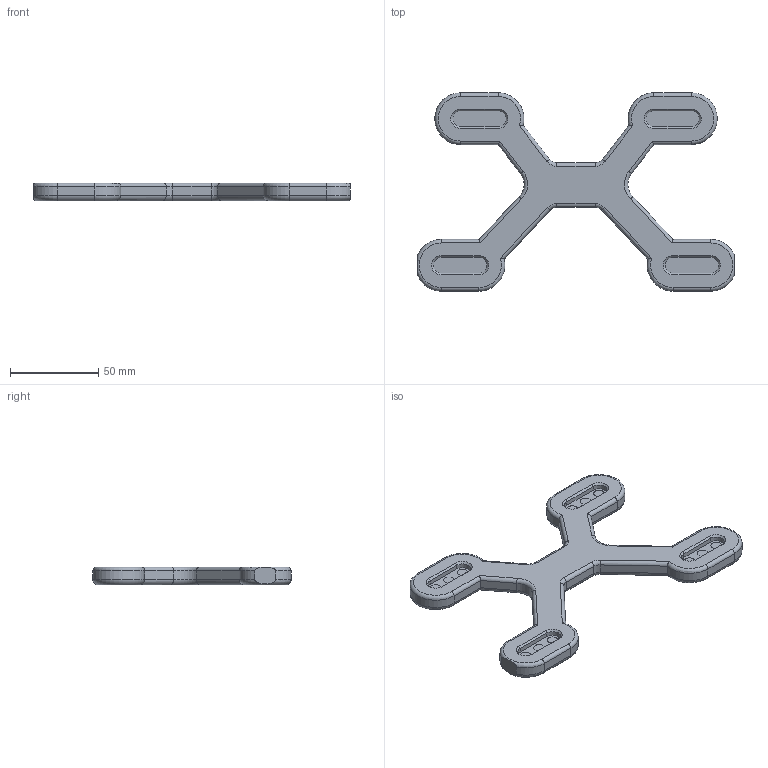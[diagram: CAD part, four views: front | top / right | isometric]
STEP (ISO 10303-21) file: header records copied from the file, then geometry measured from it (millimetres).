
FILE_DESCRIPTION(/* description */ ('STEP AP242','CAx-IF Rec.Pracs.---Representation and Presentation of Product Manufacturing Information (PMI)---4.0---2014-10-13','CAx-IF Rec.Pracs.---3D Tessellated Geometry---0.4---2014-09-14','2;1'),/* implementation_level */ '2;1');
FILE_NAME(/* name */ '68a8dfeb06f3a51da3959f40',/* time_stamp */ '2025-08-22T21:23:55Z',/* author */ (''),/* organization */ (''),/* preprocessor_version */ 'ST-DEVELOPER v20',/* originating_system */ 'ONSHAPE BY PTC INC, 1.202',/* authorisation */ ' ');
FILE_SCHEMA (('AP242_MANAGED_MODEL_BASED_3D_ENGINEERING_MIM_LF { 1 0 10303 442 1 1 4 }'));
Length unit declared in the file: metre
Products named in the file (1): FusionComponent
Bounding box: 179 x 112.19 x 10 mm (x, y, z)
Volume: 77870.7 mm3; surface area: 25640.4 mm2
Topology: 1 solids, 13 shells, 177 faces, 358 edges, 212 vertices
Faces by surface type: cylinder 73, plane 67, torus 29, cone 8
Full cylindrical faces by diameter (mm): 6.1 x12, 8 x1
Entity records: 4558 total; most frequent: DIRECTION 854, CARTESIAN_POINT 816, ORIENTED_EDGE 686, AXIS2_PLACEMENT_3D 345, EDGE_CURVE 343, VERTEX_POINT 211, EDGE_LOOP 196, FACE_BOUND 196
